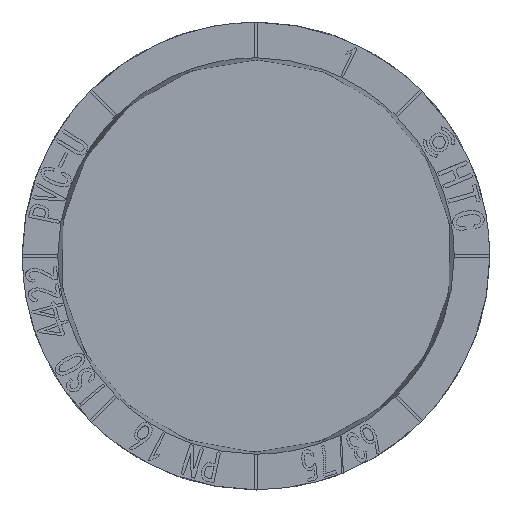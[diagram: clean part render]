
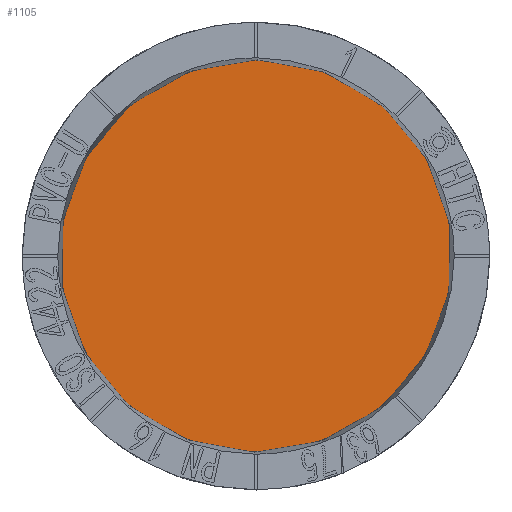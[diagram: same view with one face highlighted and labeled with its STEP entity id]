
A CAD part, front view. The second image highlights one B-rep face of the part: STEP entity #1105.
In plain terms, the highlighted planar face has unit normal (0, -1, 0).
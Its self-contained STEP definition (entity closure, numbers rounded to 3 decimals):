
#60=FACE_OUTER_BOUND('',#5421,.T.);
#1105=ADVANCED_FACE('',(#60),#2163,.F.);
#2163=PLANE('',#19526);
#5317=CIRCLE('',#19525,31.4);
#5421=EDGE_LOOP('',(#7262));
#7262=ORIENTED_EDGE('',*,*,#15309,.F.);
#13304=VERTEX_POINT('',#28660);
#15309=EDGE_CURVE('',#13304,#13304,#5317,.T.);
#19525=AXIS2_PLACEMENT_3D('',#28659,#20626,#20627);
#19526=AXIS2_PLACEMENT_3D('',#28661,#20628,#20629);
#20626=DIRECTION('',(0.,1.,0.));
#20627=DIRECTION('',(0.,0.,1.));
#20628=DIRECTION('',(0.,1.,0.));
#20629=DIRECTION('',(0.,0.,1.));
#28659=CARTESIAN_POINT('',(36689.735,3913.269,0.));
#28660=CARTESIAN_POINT('',(36689.735,3913.269,31.4));
#28661=CARTESIAN_POINT('',(36689.735,3913.269,0.));
